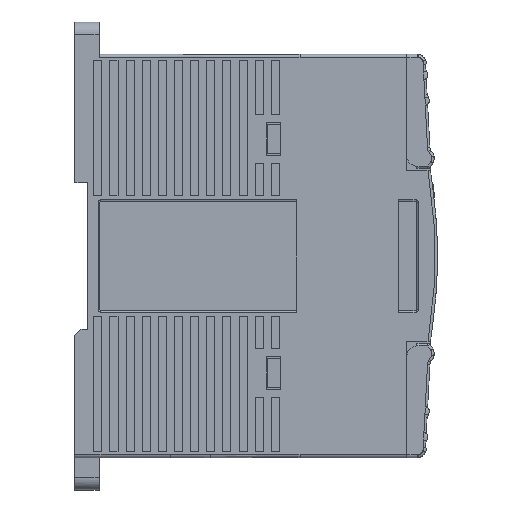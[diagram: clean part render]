
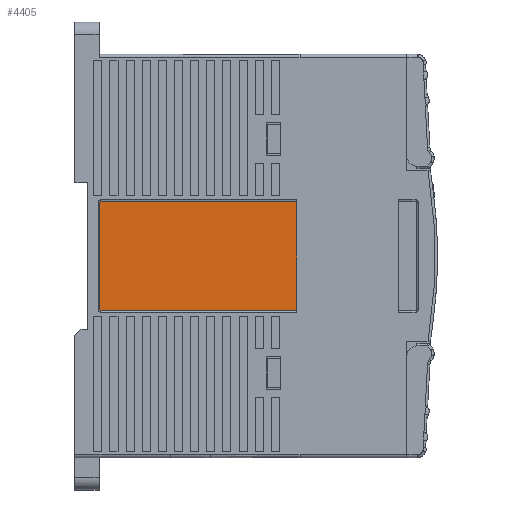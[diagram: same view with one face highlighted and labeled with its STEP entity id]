
A CAD part, left-side view. The second image highlights one B-rep face of the part: STEP entity #4405.
In plain terms, the highlighted planar face has unit normal (-1, 0, 0).
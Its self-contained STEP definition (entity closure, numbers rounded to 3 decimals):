
#1064=PLANE('',#57387);
#4405=ADVANCED_FACE('',(#7726),#1064,.T.);
#7726=FACE_OUTER_BOUND('',#11209,.T.);
#11209=EDGE_LOOP('',(#18724,#18725,#18726,#18727,#18728,#18729));
#18724=ORIENTED_EDGE('',*,*,#34525,.F.);
#18725=ORIENTED_EDGE('',*,*,#34721,.T.);
#18726=ORIENTED_EDGE('',*,*,#37285,.T.);
#18727=ORIENTED_EDGE('',*,*,#34722,.T.);
#18728=ORIENTED_EDGE('',*,*,#34723,.T.);
#18729=ORIENTED_EDGE('',*,*,#34724,.T.);
#34525=EDGE_CURVE('',#52389,#52390,#44161,.T.);
#34721=EDGE_CURVE('',#52389,#52617,#44349,.T.);
#34722=EDGE_CURVE('',#52618,#52619,#44350,.T.);
#34723=EDGE_CURVE('',#52619,#52620,#41762,.T.);
#34724=EDGE_CURVE('',#52620,#52390,#44351,.T.);
#37285=EDGE_CURVE('',#52617,#52618,#41806,.T.);
#41762=(
BOUNDED_CURVE()
B_SPLINE_CURVE(2,(#101028,#101029,#101030,#101031,#101032),
 .UNSPECIFIED.,.F.,.F.)
B_SPLINE_CURVE_WITH_KNOTS((3,2,3),(0.,0.166,0.331),
 .UNSPECIFIED.)
CURVE()
GEOMETRIC_REPRESENTATION_ITEM()
RATIONAL_B_SPLINE_CURVE((1.,0.924,1.,0.924,1.))
REPRESENTATION_ITEM('')
);
#41806=(
BOUNDED_CURVE()
B_SPLINE_CURVE(2,(#106404,#106405,#106406,#106407,#106408),
 .UNSPECIFIED.,.F.,.F.)
B_SPLINE_CURVE_WITH_KNOTS((3,2,3),(-0.331,-0.166,
0.),.UNSPECIFIED.)
CURVE()
GEOMETRIC_REPRESENTATION_ITEM()
RATIONAL_B_SPLINE_CURVE((1.,0.924,1.,0.924,1.))
REPRESENTATION_ITEM('')
);
#44161=B_SPLINE_CURVE_WITH_KNOTS('',1,(#100592,#100593),.UNSPECIFIED.,.F.,
 .F.,(2,2),(0.,26.999),.UNSPECIFIED.);
#44349=B_SPLINE_CURVE_WITH_KNOTS('',1,(#101024,#101025),.UNSPECIFIED.,.F.,
 .F.,(2,2),(0.,48.605),.UNSPECIFIED.);
#44350=B_SPLINE_CURVE_WITH_KNOTS('',1,(#101026,#101027),.UNSPECIFIED.,.F.,
 .F.,(2,2),(0.,26.6),.UNSPECIFIED.);
#44351=B_SPLINE_CURVE_WITH_KNOTS('',1,(#101033,#101034),.UNSPECIFIED.,.F.,
 .F.,(2,2),(0.,48.605),.UNSPECIFIED.);
#52389=VERTEX_POINT('',#90560);
#52390=VERTEX_POINT('',#90561);
#52617=VERTEX_POINT('',#90788);
#52618=VERTEX_POINT('',#90789);
#52619=VERTEX_POINT('',#90790);
#52620=VERTEX_POINT('',#90791);
#57387=AXIS2_PLACEMENT_3D('',#76079,#60351,$);
#60351=DIRECTION('',(-1.,0.,0.));
#76079=CARTESIAN_POINT('',(-30.883,51.105,-18.371));
#90560=CARTESIAN_POINT('',(-30.883,-2.593,11.341));
#90561=CARTESIAN_POINT('',(-30.883,-2.593,-15.658));
#90788=CARTESIAN_POINT('',(-30.883,46.012,11.341));
#90789=CARTESIAN_POINT('',(-30.883,46.212,11.141));
#90790=CARTESIAN_POINT('',(-30.883,46.212,-15.459));
#90791=CARTESIAN_POINT('',(-30.883,46.012,-15.659));
#100592=CARTESIAN_POINT('',(-30.883,-2.593,11.341));
#100593=CARTESIAN_POINT('',(-30.883,-2.593,-15.658));
#101024=CARTESIAN_POINT('',(-30.883,-2.593,11.341));
#101025=CARTESIAN_POINT('',(-30.883,46.012,11.341));
#101026=CARTESIAN_POINT('',(-30.883,46.212,11.141));
#101027=CARTESIAN_POINT('',(-30.883,46.212,-15.459));
#101028=CARTESIAN_POINT('',(-30.883,46.212,-15.459));
#101029=CARTESIAN_POINT('',(-30.883,46.212,-15.542));
#101030=CARTESIAN_POINT('',(-30.883,46.154,-15.6));
#101031=CARTESIAN_POINT('',(-30.883,46.095,-15.659));
#101032=CARTESIAN_POINT('',(-30.883,46.012,-15.659));
#101033=CARTESIAN_POINT('',(-30.883,46.012,-15.659));
#101034=CARTESIAN_POINT('',(-30.883,-2.593,-15.658));
#106404=CARTESIAN_POINT('',(-30.883,46.012,11.341));
#106405=CARTESIAN_POINT('',(-30.883,46.095,11.341));
#106406=CARTESIAN_POINT('',(-30.883,46.154,11.282));
#106407=CARTESIAN_POINT('',(-30.883,46.212,11.224));
#106408=CARTESIAN_POINT('',(-30.883,46.212,11.141));
